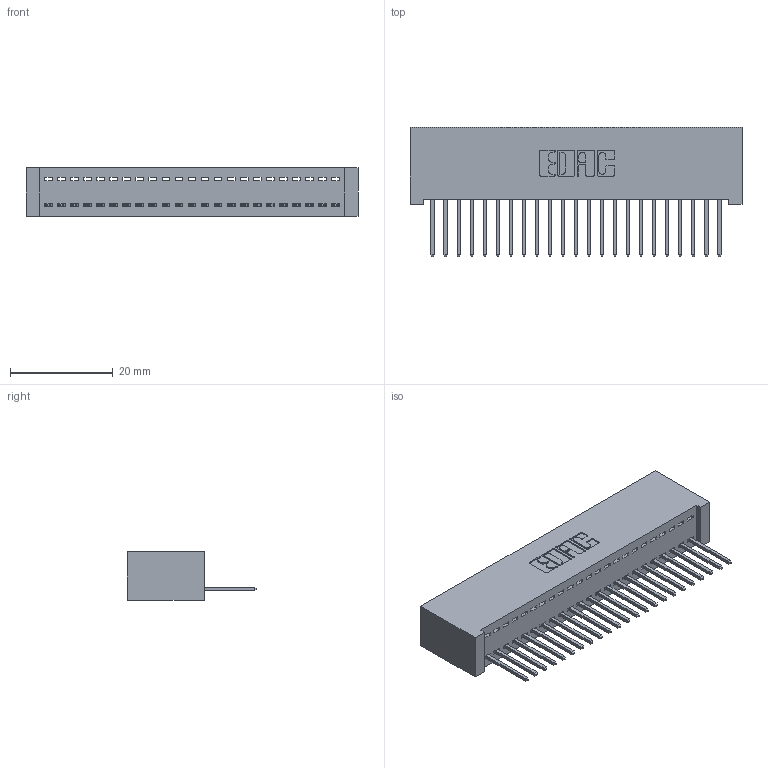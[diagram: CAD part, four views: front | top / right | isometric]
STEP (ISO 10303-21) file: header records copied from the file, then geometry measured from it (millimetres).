
FILE_DESCRIPTION (( 'STEP AP203' ), '1' );
FILE_NAME ('392-023-523-101.STEP', '2018-08-15T13:21:27', ( '' ), ( '' ), 'SwSTEP 2.0', 'SolidWorks 2016', '' );
FILE_SCHEMA (( 'CONFIG_CONTROL_DESIGN' ));
Length unit declared in the file: inch
Products named in the file (3): 342 Part_Lugless; 345-292-001_345-293-123; 392-023-523-101
Assembly tree (24 placements, depth 2):
  392-023-523-101
    342 Part_Lugless
    345-292-001_345-293-123  x23
Bounding box: 64.67 x 25.15 x 9.4 mm (x, y, z)
Volume: 6000.2 mm3; surface area: 8801.5 mm2
Topology: 24 solids, 24 shells, 1436 faces, 4323 edges, 2850 vertices
Faces by surface type: plane 1028, cylinder 408
Entity records: 16127 total; most frequent: CARTESIAN_POINT 2791, ORIENTED_EDGE 2750, DIRECTION 2385, EDGE_CURVE 1375, VECTOR 1255, LINE 1255, VERTEX_POINT 914, AXIS2_PLACEMENT_3D 565
